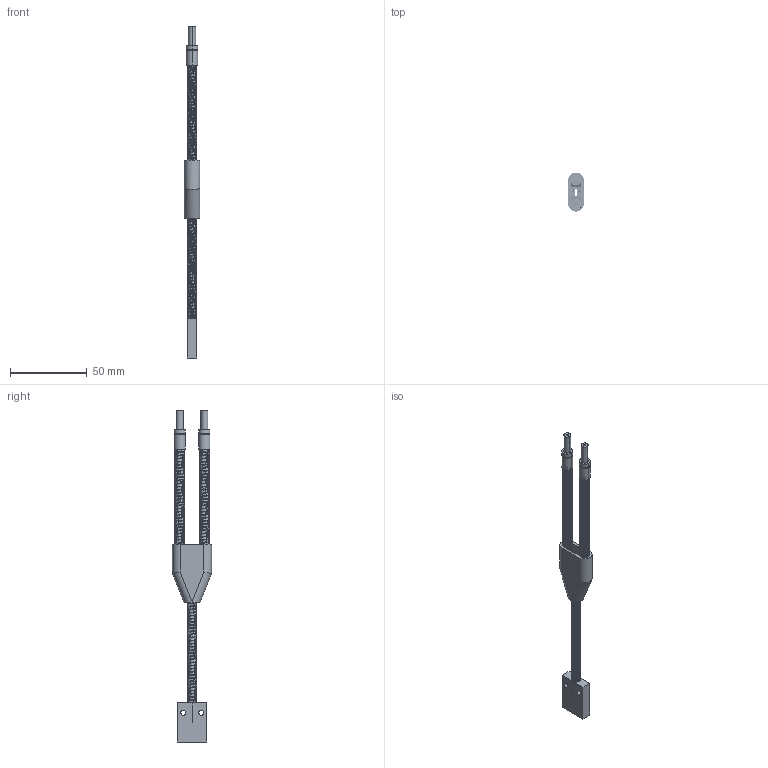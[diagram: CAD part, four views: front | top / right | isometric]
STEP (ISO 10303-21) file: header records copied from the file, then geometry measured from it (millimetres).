
FILE_DESCRIPTION((''),'2;1');
FILE_NAME('161916_ASM','2016-02-09T',('pdmadmin'),(''),'PRO/ENGINEER BY PARAMETRIC TECHNOLOGY CORPORATION, 2013230','PRO/ENGINEER BY PARAMETRIC TECHNOLOGY CORPORATION, 2013230','');
FILE_SCHEMA(('CONFIG_CONTROL_DESIGN'));
Length unit declared in the file: inch
Products named in the file (5): SHRINK_TUBE_3X-25_X_1-5; SS_TUBING_25; TERMINUS_-29; GFH-75X1-00X-25; 161916_ASM
Assembly tree (7 placements, depth 2):
  161916_ASM
    SHRINK_TUBE_3X-25_X_1-5
    SS_TUBING_25  x3
    TERMINUS_-29  x2
    GFH-75X1-00X-25
Bounding box: 10.16 x 25.4 x 216 mm (x, y, z)
Volume: 9671.2 mm3; surface area: 22629 mm2
Topology: 7 solids, 7 shells, 419 faces, 882 edges, 482 vertices
Faces by surface type: bspline 324, plane 45, cylinder 42, cone 8
Entity records: 30205 total; most frequent: CARTESIAN_POINT 26780, ORIENTED_EDGE 760, DIRECTION 482, EDGE_CURVE 380, VERTEX_POINT 214, VECTOR 210, LINE 210, EDGE_LOOP 188
